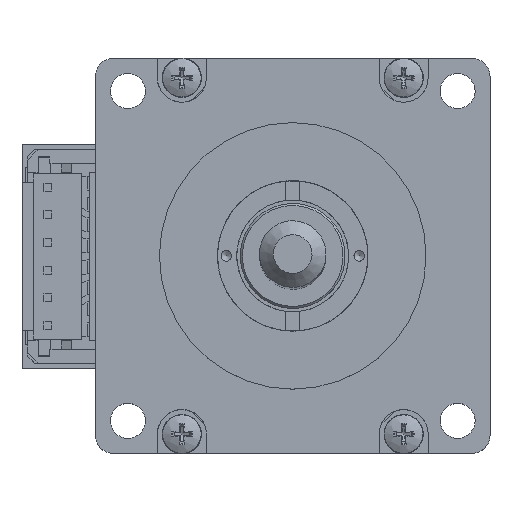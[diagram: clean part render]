
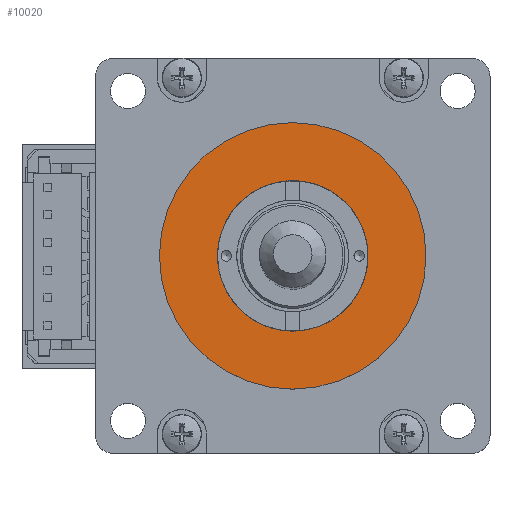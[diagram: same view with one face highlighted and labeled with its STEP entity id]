
A CAD part, top view. The second image highlights one B-rep face of the part: STEP entity #10020.
In plain terms, the highlighted planar face has unit normal (0, 0, 1).
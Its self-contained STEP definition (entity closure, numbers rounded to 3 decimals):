
#2269=FACE_BOUND('',#3140,.T.);
#2603=FACE_OUTER_BOUND('',#3139,.T.);
#3139=EDGE_LOOP('',(#7884));
#3140=EDGE_LOOP('',(#7885,#7886));
#3487=CIRCLE('',#10689,19.05);
#3488=CIRCLE('',#10690,10.75);
#3489=CIRCLE('',#10691,10.75);
#4322=VERTEX_POINT('',#15619);
#4323=VERTEX_POINT('',#15621);
#4324=VERTEX_POINT('',#15622);
#5583=EDGE_CURVE('',#4322,#4322,#3487,.T.);
#5584=EDGE_CURVE('',#4323,#4324,#3488,.T.);
#5585=EDGE_CURVE('',#4324,#4323,#3489,.T.);
#7884=ORIENTED_EDGE('',*,*,#5583,.T.);
#7885=ORIENTED_EDGE('',*,*,#5584,.T.);
#7886=ORIENTED_EDGE('',*,*,#5585,.T.);
#9145=PLANE('',#10688);
#10020=ADVANCED_FACE('',(#2603,#2269),#9145,.F.);
#10688=AXIS2_PLACEMENT_3D('',#15618,#12809,#12810);
#10689=AXIS2_PLACEMENT_3D('',#15620,#12811,#12812);
#10690=AXIS2_PLACEMENT_3D('',#15623,#12813,#12814);
#10691=AXIS2_PLACEMENT_3D('',#15624,#12815,#12816);
#12809=DIRECTION('center_axis',(0.,0.,-1.));
#12810=DIRECTION('ref_axis',(1.,0.,0.));
#12811=DIRECTION('center_axis',(0.,0.,1.));
#12812=DIRECTION('ref_axis',(1.,0.,0.));
#12813=DIRECTION('center_axis',(0.,0.,-1.));
#12814=DIRECTION('ref_axis',(-1.,0.,0.));
#12815=DIRECTION('center_axis',(0.,0.,-1.));
#12816=DIRECTION('ref_axis',(-1.,0.,0.));
#15618=CARTESIAN_POINT('Origin',(0.,0.,
40.4));
#15619=CARTESIAN_POINT('',(-19.05,0.,40.4));
#15620=CARTESIAN_POINT('Origin',(0.,0.,40.4));
#15621=CARTESIAN_POINT('',(-10.75,0.,40.4));
#15622=CARTESIAN_POINT('',(10.75,0.,40.4));
#15623=CARTESIAN_POINT('Origin',(0.,0.,40.4));
#15624=CARTESIAN_POINT('Origin',(0.,0.,40.4));
